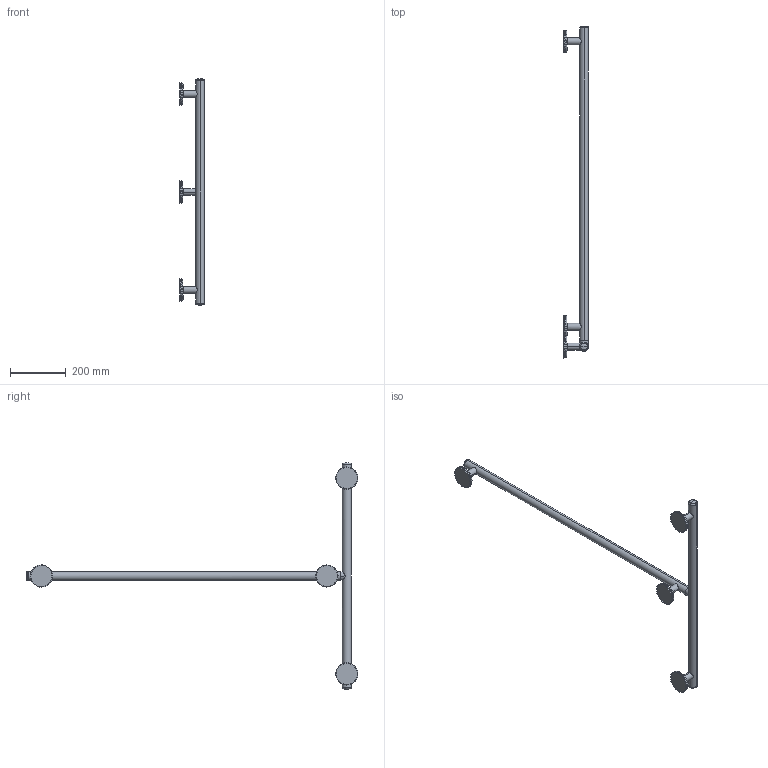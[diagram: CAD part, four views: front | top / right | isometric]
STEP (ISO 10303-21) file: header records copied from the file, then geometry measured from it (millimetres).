
FILE_DESCRIPTION (( 'STEP AP203' ), '1' );
FILE_NAME ('STEP - RL 071M MB - 2266561.STEP', '2023-10-19T23:31:31', ( '' ), ( '' ), 'SwSTEP 2.0', 'SolidWorks 2023', '' );
FILE_SCHEMA (( 'CONFIG_CONTROL_DESIGN' ));
Length unit declared in the file: millimetre
Products named in the file (1): STEP - RL 071M MB - 2266561
Bounding box: 89.3 x 1185.8 x 810 mm (x, y, z)
Volume: 1762097.5 mm3; surface area: 303614.8 mm2
Topology: 1 solids, 1 shells, 525 faces, 1507 edges, 993 vertices
Faces by surface type: cone 154, plane 149, cylinder 104, torus 102, sphere 14, bspline 2
Entity records: 19924 total; most frequent: CARTESIAN_POINT 6378, ORIENTED_EDGE 3014, DIRECTION 2727, EDGE_CURVE 1507, AXIS2_PLACEMENT_3D 1270, VERTEX_POINT 993, CIRCLE 746, EDGE_LOOP 630
